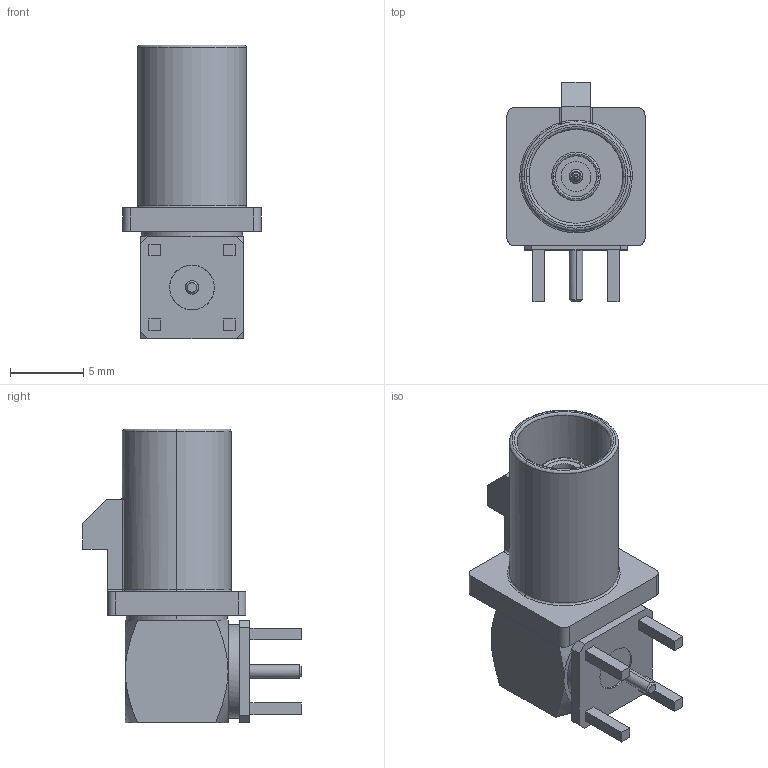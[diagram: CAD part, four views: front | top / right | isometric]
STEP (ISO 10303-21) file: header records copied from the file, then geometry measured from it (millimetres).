
FILE_DESCRIPTION (( 'STEP AP214' ), '1' );
FILE_NAME ('RFPCB-FAKRA-MR-4G109_3D.step', '2023-03-17T15:15:00', ( '' ), ( '' ), 'SwSTEP 2.0', 'SolidWorks 2022', '' );
FILE_SCHEMA (( 'AUTOMOTIVE_DESIGN' ));
Length unit declared in the file: inch
Products named in the file (1): RFPCB-FAKRA-MR-4G109_3D
Bounding box: 9.4 x 14.9 x 20.02 mm (x, y, z)
Volume: 849.6 mm3; surface area: 1097.2 mm2
Topology: 1 solids, 1 shells, 117 faces, 270 edges, 168 vertices
Faces by surface type: plane 56, cylinder 29, bspline 16, cone 16
Entity records: 4803 total; most frequent: CARTESIAN_POINT 2346, ORIENTED_EDGE 536, DIRECTION 416, EDGE_CURVE 268, VERTEX_POINT 168, VECTOR 142, LINE 142, AXIS2_PLACEMENT_3D 137
